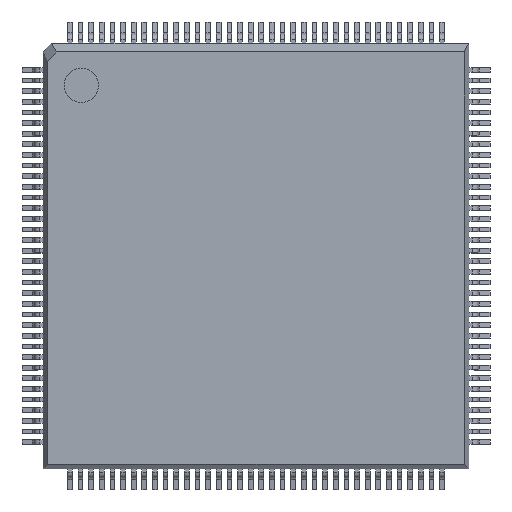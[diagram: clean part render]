
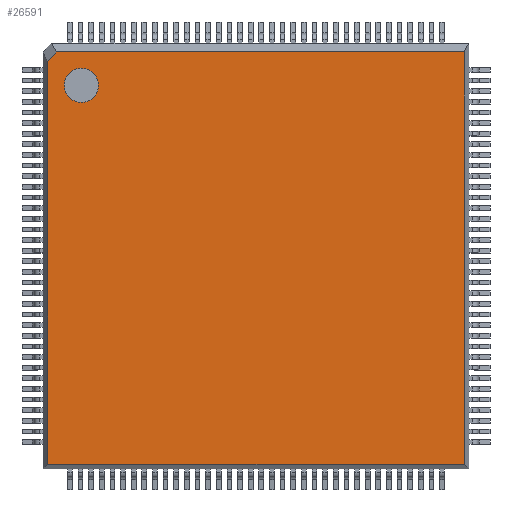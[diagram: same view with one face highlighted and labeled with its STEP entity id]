
A CAD part, top view. The second image highlights one B-rep face of the part: STEP entity #26591.
In plain terms, the highlighted planar face has unit normal (0, 0, 1).
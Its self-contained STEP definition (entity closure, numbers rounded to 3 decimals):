
#738=FACE_BOUND($,#3936,.T.);
#740=CIRCLE($,#37078,0.8);
#1900=FACE_OUTER_BOUND($,#3935,.T.);
#3935=EDGE_LOOP($,(#14702,#14703,#14704,#14705,#14706));
#3936=EDGE_LOOP($,(#14707));
#5981=VERTEX_POINT($,#50769);
#5982=VERTEX_POINT($,#50771);
#5983=VERTEX_POINT($,#50775);
#5984=VERTEX_POINT($,#50777);
#5985=VERTEX_POINT($,#50779);
#5986=VERTEX_POINT($,#50782);
#9469=EDGE_CURVE($,#5981,#5982,#28942,.F.);
#9471=EDGE_CURVE($,#5983,#5981,#28944,.F.);
#9472=EDGE_CURVE($,#5984,#5983,#28945,.F.);
#9473=EDGE_CURVE($,#5985,#5984,#28946,.F.);
#9474=EDGE_CURVE($,#5982,#5985,#28947,.F.);
#9475=EDGE_CURVE($,#5986,#5986,#740,.T.);
#14702=ORIENTED_EDGE($,*,*,#9471,.F.);
#14703=ORIENTED_EDGE($,*,*,#9472,.F.);
#14704=ORIENTED_EDGE($,*,*,#9473,.F.);
#14705=ORIENTED_EDGE($,*,*,#9474,.F.);
#14706=ORIENTED_EDGE($,*,*,#9469,.F.);
#14707=ORIENTED_EDGE($,*,*,#9475,.T.);
#25133=PLANE($,#37077);
#26591=ADVANCED_FACE($,(#1900,#738),#25133,.T.);
#28942=LINE($,#50772,#33018);
#28944=LINE($,#50776,#33020);
#28945=LINE($,#50778,#33021);
#28946=LINE($,#50780,#33022);
#28947=LINE($,#50781,#33023);
#33018=VECTOR($,#40298,19.192);
#33020=VECTOR($,#40302,0.598);
#33021=VECTOR($,#40303,18.937);
#33022=VECTOR($,#40304,19.59);
#33023=VECTOR($,#40305,19.384);
#37077=AXIS2_PLACEMENT_3D($,#50774,#40300,#40301);
#37078=AXIS2_PLACEMENT_3D($,#50783,#40306,#40307);
#40298=DIRECTION($,(-1.,0.,0.));
#40300=DIRECTION('center_axis',(0.,0.,
1.));
#40301=DIRECTION('ref_axis',(1.,0.,0.));
#40302=DIRECTION($,(-0.664,-0.747,0.));
#40303=DIRECTION($,(0.,-1.,0.));
#40304=DIRECTION($,(1.,0.,0.));
#40305=DIRECTION($,(0.,1.,0.));
#40306=DIRECTION('center_axis',(0.,0.,
-1.));
#40307=DIRECTION('ref_axis',(1.,0.,0.));
#50769=CARTESIAN_POINT('',(-9.398,9.589,1.65));
#50771=CARTESIAN_POINT('',(9.795,9.589,1.65));
#50772=CARTESIAN_POINT($,(-8.75,9.589,1.65));
#50774=CARTESIAN_POINT('Origin',(-10.,10.,1.65));
#50775=CARTESIAN_POINT('',(-9.795,9.142,1.65));
#50776=CARTESIAN_POINT($,(-9.518,9.453,1.65));
#50777=CARTESIAN_POINT('',(-9.795,-9.795,1.65));
#50778=CARTESIAN_POINT($,(-9.795,10.,1.65));
#50779=CARTESIAN_POINT('',(9.795,-9.795,1.65));
#50780=CARTESIAN_POINT($,(-7.5,-9.795,1.65));
#50781=CARTESIAN_POINT($,(9.795,10.,1.65));
#50782=CARTESIAN_POINT('',(-7.41,8.02,1.65));
#50783=CARTESIAN_POINT('Origin',(-8.21,8.02,1.65));
